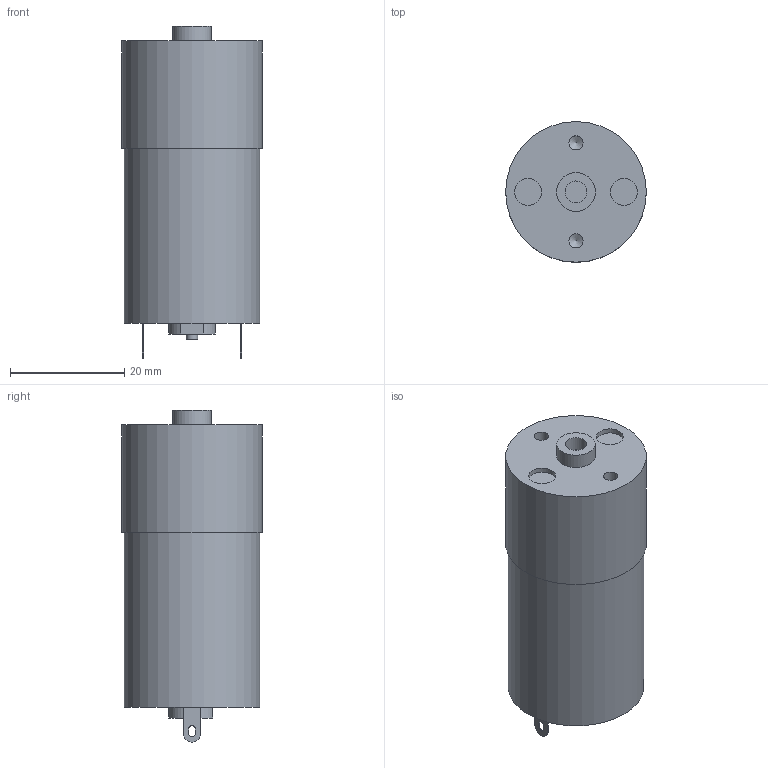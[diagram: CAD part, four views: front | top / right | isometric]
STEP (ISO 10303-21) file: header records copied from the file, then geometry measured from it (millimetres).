
FILE_DESCRIPTION(/* description */ (''),/* implementation_level */ '2;1');
FILE_NAME(/* name */ 'Motor Body.ipt.stp',/* time_stamp */ '2014-02-19T20:11:11-05:00',/* author */ ('Spooner'),/* organization */ (''),/* preprocessor_version */ 'ST-DEVELOPER v15.2',/* originating_system */ 'Autodesk Inventor 2014',/* authorisation */ '');
FILE_SCHEMA (('AUTOMOTIVE_DESIGN { 1 0 10303 214 3 1 1 }'));
Length unit declared in the file: inch
Products named in the file (1): Motor Body
Bounding box: 24.59 x 24.59 x 58.08 mm (x, y, z)
Volume: 22557 mm3; surface area: 4962.6 mm2
Topology: 1 solids, 1 shells, 40 faces, 85 edges, 56 vertices
Faces by surface type: plane 22, cylinder 16, cone 2
Full cylindrical faces by diameter (mm): 1.981 x1, 2.464 x2, 3.81 x1, 4.724 x2, 6.807 x1, 23.724 x1, 24.587 x1
Entity records: 1062 total; most frequent: DIRECTION 186, CARTESIAN_POINT 167, ORIENTED_EDGE 144, AXIS2_PLACEMENT_3D 73, EDGE_CURVE 72, EDGE_LOOP 64, VERTEX_POINT 54, LINE 40
